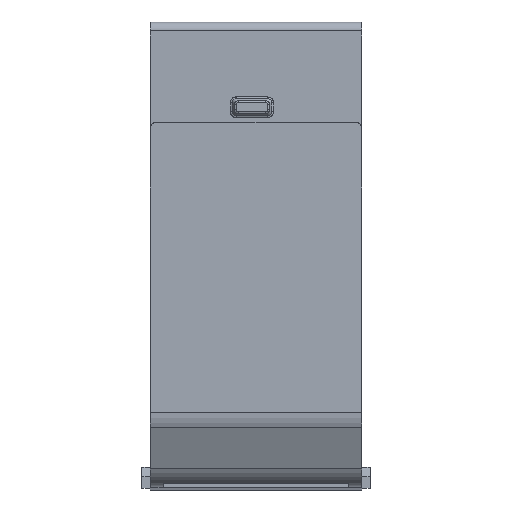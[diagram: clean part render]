
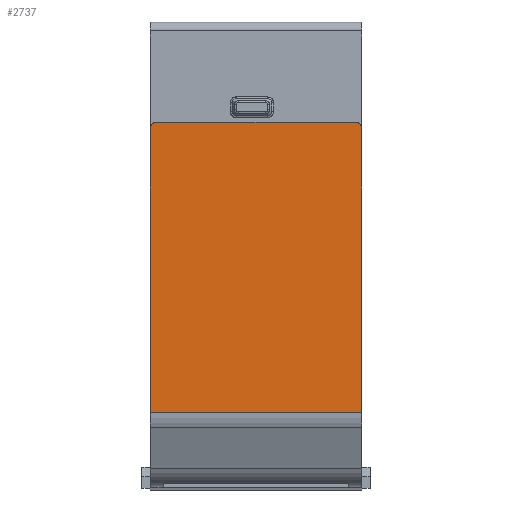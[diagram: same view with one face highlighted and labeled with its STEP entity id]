
A CAD part, top view. The second image highlights one B-rep face of the part: STEP entity #2737.
In plain terms, the highlighted planar face has unit normal (0, 0, 1).
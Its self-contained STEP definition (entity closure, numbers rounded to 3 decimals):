
#402=DIRECTION('',(0.,1.,0.));
#403=VECTOR('',#402,31.753);
#404=CARTESIAN_POINT('',(0.95,8.597,12.9));
#405=LINE('',#404,#403);
#466=CARTESIAN_POINT('',(23.9,40.35,12.9));
#467=DIRECTION('',(0.,0.,1.));
#468=DIRECTION('',(1.,0.,0.));
#469=AXIS2_PLACEMENT_3D('',#466,#467,#468);
#471=DIRECTION('',(0.,1.,0.));
#472=VECTOR('',#471,31.753);
#473=CARTESIAN_POINT('',(24.5,8.597,12.9));
#474=LINE('',#473,#472);
#475=DIRECTION('',(1.,0.,0.));
#476=VECTOR('',#475,23.55);
#477=CARTESIAN_POINT('',(0.95,8.597,12.9));
#478=LINE('',#477,#476);
#479=CARTESIAN_POINT('',(1.55,40.35,12.9));
#480=DIRECTION('',(0.,0.,1.));
#481=DIRECTION('',(0.,1.,0.));
#482=AXIS2_PLACEMENT_3D('',#479,#480,#481);
#484=DIRECTION('',(1.,0.,0.));
#485=VECTOR('',#484,22.35);
#486=CARTESIAN_POINT('',(1.55,40.95,12.9));
#487=LINE('',#486,#485);
#1786=CARTESIAN_POINT('',(24.5,8.597,12.9));
#1788=VERTEX_POINT('',#1786);
#1792=CARTESIAN_POINT('',(0.95,8.597,12.9));
#1793=VERTEX_POINT('',#1792);
#2062=CARTESIAN_POINT('',(24.5,40.35,12.9));
#2063=CARTESIAN_POINT('',(23.9,40.95,12.9));
#2064=VERTEX_POINT('',#2062);
#2065=VERTEX_POINT('',#2063);
#2070=CARTESIAN_POINT('',(1.55,40.95,12.9));
#2072=VERTEX_POINT('',#2070);
#2074=CARTESIAN_POINT('',(0.95,40.35,12.9));
#2075=VERTEX_POINT('',#2074);
#2721=CARTESIAN_POINT('',(0.,0.,12.9));
#2722=DIRECTION('',(0.,0.,1.));
#2723=DIRECTION('',(1.,0.,0.));
#2724=AXIS2_PLACEMENT_3D('',#2721,#2722,#2723);
#2725=PLANE('',#2724);
#2727=ORIENTED_EDGE('',*,*,#2726,.F.);
#2728=ORIENTED_EDGE('',*,*,#2415,.F.);
#2729=ORIENTED_EDGE('',*,*,#2716,.F.);
#2730=ORIENTED_EDGE('',*,*,#2624,.T.);
#2732=ORIENTED_EDGE('',*,*,#2731,.F.);
#2734=ORIENTED_EDGE('',*,*,#2733,.T.);
#2735=EDGE_LOOP('',(#2727,#2728,#2729,#2730,#2732,#2734));
#2736=FACE_OUTER_BOUND('',#2735,.F.);
#2737=ADVANCED_FACE('',(#2736),#2725,.T.);
#470=CIRCLE('',#469,0.6);
#483=CIRCLE('',#482,0.6);
#2415=EDGE_CURVE('',#1788,#2064,#474,.T.);
#2624=EDGE_CURVE('',#1793,#2075,#405,.T.);
#2716=EDGE_CURVE('',#1793,#1788,#478,.T.);
#2726=EDGE_CURVE('',#2064,#2065,#470,.T.);
#2731=EDGE_CURVE('',#2072,#2075,#483,.T.);
#2733=EDGE_CURVE('',#2072,#2065,#487,.T.);
